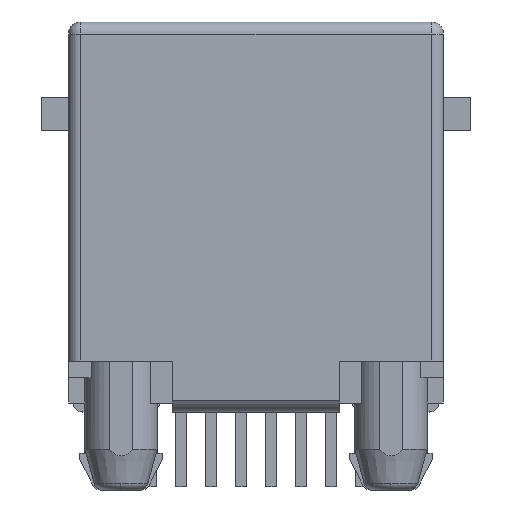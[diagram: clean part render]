
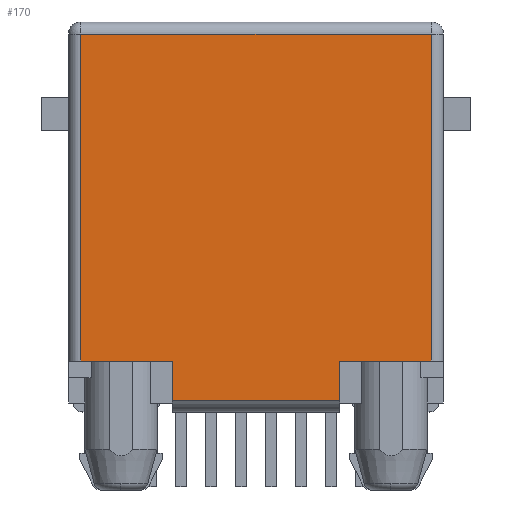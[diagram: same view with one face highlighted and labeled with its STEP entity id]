
A CAD part, front view. The second image highlights one B-rep face of the part: STEP entity #170.
In plain terms, the highlighted planar face has unit normal (0, -1, 0).
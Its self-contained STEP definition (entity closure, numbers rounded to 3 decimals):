
#170=ADVANCED_FACE('',(#523),#524,.T.);
#523=FACE_OUTER_BOUND('',#1025,.T.);
#524=PLANE('',#1026);
#1025=EDGE_LOOP('',(#2229,#2230,#2231,#2232,#2233,#2234,#2235,#2236));
#1026=AXIS2_PLACEMENT_3D('',#2237,#2238,#2239);
#2229=ORIENTED_EDGE('',*,*,#3734,.F.);
#2230=ORIENTED_EDGE('',*,*,#3411,.T.);
#2231=ORIENTED_EDGE('',*,*,#3733,.F.);
#2232=ORIENTED_EDGE('',*,*,#3731,.T.);
#2233=ORIENTED_EDGE('',*,*,#3729,.T.);
#2234=ORIENTED_EDGE('',*,*,#3403,.T.);
#2235=ORIENTED_EDGE('',*,*,#3401,.F.);
#2236=ORIENTED_EDGE('',*,*,#3735,.T.);
#2237=CARTESIAN_POINT('',(-7.938,-8.319,0.0));
#2238=DIRECTION('',(0.0,-1.0,0.0));
#2239=DIRECTION('',(0.0,0.0,-1.0));
#3401=EDGE_CURVE('',#4112,#4115,#4116,.T.);
#3403=EDGE_CURVE('',#4118,#4115,#4119,.T.);
#3411=EDGE_CURVE('',#4134,#4132,#4135,.T.);
#3729=EDGE_CURVE('',#4685,#4118,#4686,.T.);
#3731=EDGE_CURVE('',#4688,#4685,#4689,.T.);
#3733=EDGE_CURVE('',#4688,#4132,#4691,.T.);
#3734=EDGE_CURVE('',#4134,#4692,#4693,.T.);
#3735=EDGE_CURVE('',#4112,#4692,#4694,.T.);
#4112=VERTEX_POINT('',#5270);
#4115=VERTEX_POINT('',#5273);
#4116=LINE('',#5274,#5275);
#4118=VERTEX_POINT('',#5277);
#4119=LINE('',#5278,#5279);
#4132=VERTEX_POINT('',#5298);
#4134=VERTEX_POINT('',#5301);
#4135=LINE('',#5302,#5303);
#4685=VERTEX_POINT('',#6253);
#4686=LINE('',#6254,#6255);
#4688=VERTEX_POINT('',#6257);
#4689=LINE('',#6258,#6259);
#4691=LINE('',#6261,#6262);
#4692=VERTEX_POINT('',#6263);
#4693=LINE('',#6264,#6265);
#4694=LINE('',#6266,#6267);
#5270=CARTESIAN_POINT('',(7.43,-8.319,-0.508));
#5273=CARTESIAN_POINT('',(7.43,-8.319,-14.351));
#5274=CARTESIAN_POINT('',(7.43,-8.319,-0.508));
#5275=VECTOR('',#7205,13.843);
#5277=CARTESIAN_POINT('',(3.556,-8.319,-14.351));
#5278=CARTESIAN_POINT('',(3.556,-8.319,-14.351));
#5279=VECTOR('',#7209,3.874);
#5298=CARTESIAN_POINT('',(-3.556,-8.319,-14.351));
#5301=CARTESIAN_POINT('',(-7.43,-8.319,-14.351));
#5302=CARTESIAN_POINT('',(-7.43,-8.319,-14.351));
#5303=VECTOR('',#7217,3.874);
#6253=CARTESIAN_POINT('',(3.556,-8.319,-16.042));
#6254=CARTESIAN_POINT('',(3.556,-8.319,-16.042));
#6255=VECTOR('',#7636,1.691);
#6257=CARTESIAN_POINT('',(-3.556,-8.319,-16.042));
#6258=CARTESIAN_POINT('',(-3.556,-8.319,-16.042));
#6259=VECTOR('',#7640,7.112);
#6261=CARTESIAN_POINT('',(-3.556,-8.319,-16.042));
#6262=VECTOR('',#7644,1.691);
#6263=CARTESIAN_POINT('',(-7.43,-8.319,-0.508));
#6264=CARTESIAN_POINT('',(-7.43,-8.319,-14.351));
#6265=VECTOR('',#7645,13.843);
#6266=CARTESIAN_POINT('',(7.43,-8.319,-0.508));
#6267=VECTOR('',#7646,14.859);
#7205=DIRECTION('',(0.0,0.0,-1.0));
#7209=DIRECTION('',(1.0,0.0,0.0));
#7217=DIRECTION('',(1.0,0.0,0.0));
#7636=DIRECTION('',(0.0,0.0,1.0));
#7640=DIRECTION('',(1.0,0.0,0.0));
#7644=DIRECTION('',(0.0,0.0,1.0));
#7645=DIRECTION('',(0.0,0.0,1.0));
#7646=DIRECTION('',(-1.0,0.0,0.0));
